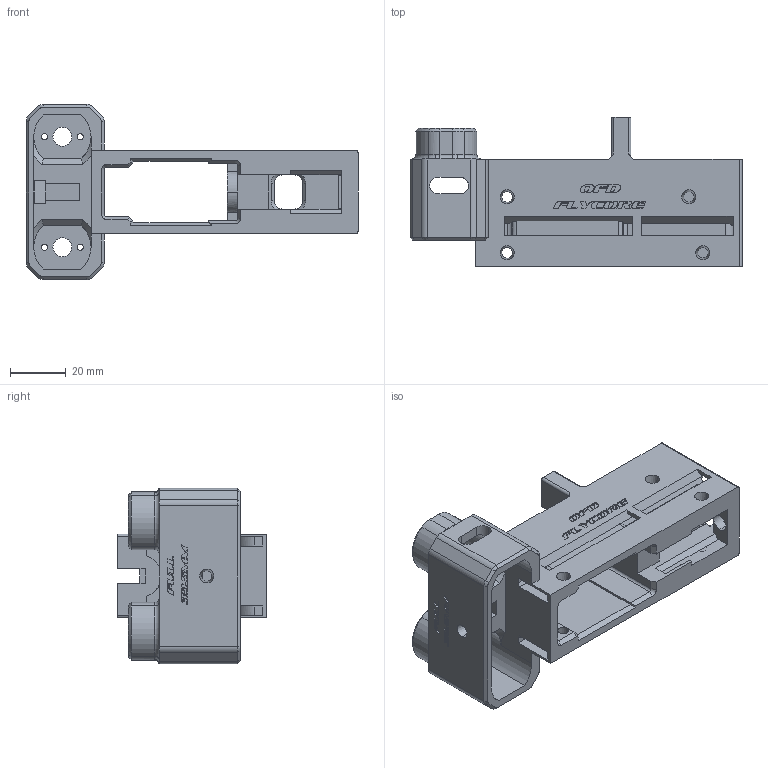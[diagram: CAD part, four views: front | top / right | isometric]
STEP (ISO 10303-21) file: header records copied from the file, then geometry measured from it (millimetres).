
FILE_DESCRIPTION (( 'STEP AP214' ), '1' );
FILE_NAME ('OFD_FLYCORE_STRAIGHT_FULL_39.5MM_V1.STEP', '2022-10-01T14:46:09', ( '' ), ( '' ), 'SwSTEP 2.0', 'SolidWorks 2020', '' );
FILE_SCHEMA (( 'AUTOMOTIVE_DESIGN' ));
Length unit declared in the file: millimetre
Products named in the file (1): OFD_FLYCORE_STRAIGHT_FULL_39.5MM_V1
Bounding box: 118.75 x 53.5 x 62.7 mm (x, y, z)
Volume: 75081.4 mm3; surface area: 38297.1 mm2
Topology: 1 solids, 1 shells, 961 faces, 2692 edges, 1760 vertices
Faces by surface type: plane 476, bspline 315, cylinder 100, cone 58, torus 12
Entity records: 39829 total; most frequent: CARTESIAN_POINT 17020, ORIENTED_EDGE 5384, DIRECTION 3608, EDGE_CURVE 2692, VERTEX_POINT 1760, LINE 1720, VECTOR 1720, EDGE_LOOP 1040
